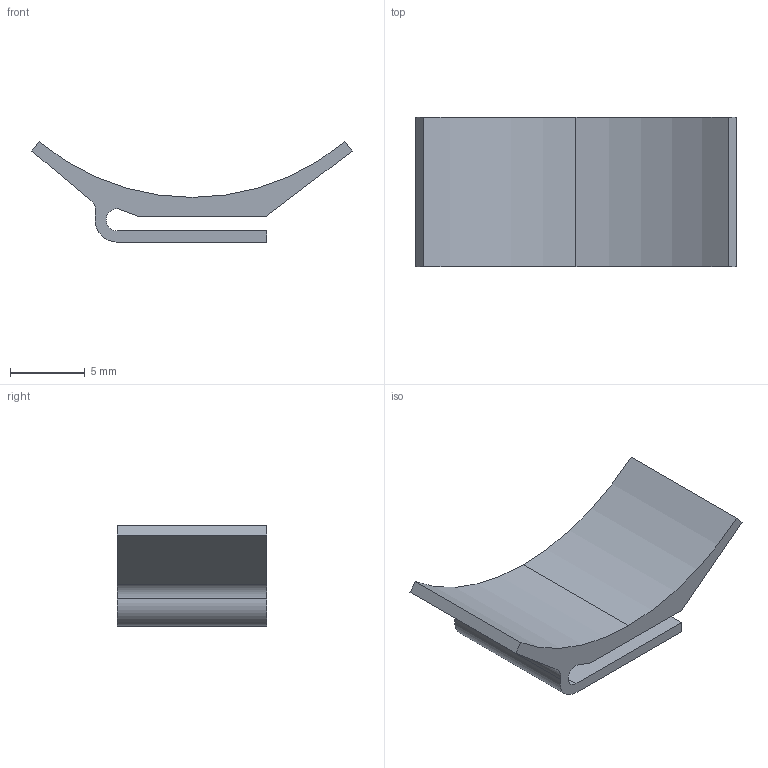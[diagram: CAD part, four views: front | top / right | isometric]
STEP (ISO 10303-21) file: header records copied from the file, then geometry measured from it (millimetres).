
FILE_DESCRIPTION (( 'STEP AP203' ), '1' );
FILE_NAME ('Button318.STEP', '2019-05-29T13:37:25', ( '' ), ( '' ), 'SwSTEP 2.0', 'SolidWorks 2018', '' );
FILE_SCHEMA (( 'CONFIG_CONTROL_DESIGN' ));
Length unit declared in the file: millimetre
Products named in the file (1): Button318
Bounding box: 21.47 x 10 x 6.72 mm (x, y, z)
Volume: 374.4 mm3; surface area: 821.2 mm2
Topology: 1 solids, 1 shells, 24 faces, 66 edges, 44 vertices
Faces by surface type: plane 19, cylinder 5
Entity records: 837 total; most frequent: CARTESIAN_POINT 135, ORIENTED_EDGE 132, DIRECTION 126, EDGE_CURVE 66, LINE 56, VECTOR 56, VERTEX_POINT 44, AXIS2_PLACEMENT_3D 35
